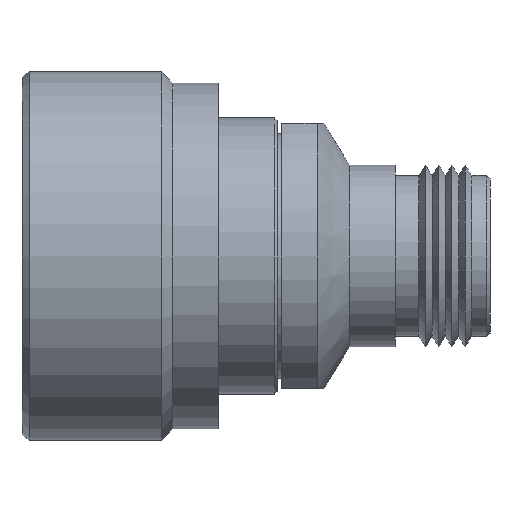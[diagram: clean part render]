
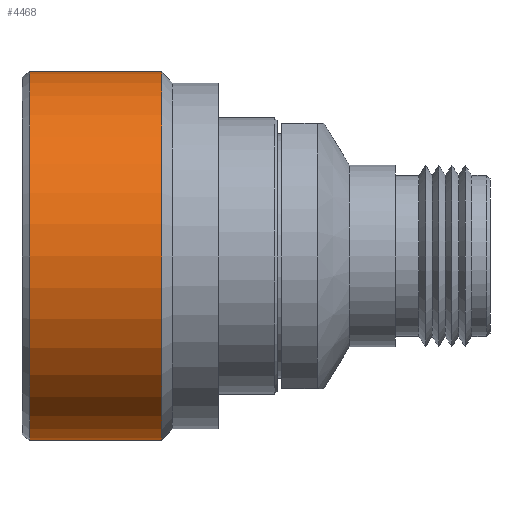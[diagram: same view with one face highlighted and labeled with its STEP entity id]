
A CAD part, front view. The second image highlights one B-rep face of the part: STEP entity #4468.
In plain terms, the highlighted cylindrical face has radius 16.002 mm (diameter 32.004 mm), a partial arc.
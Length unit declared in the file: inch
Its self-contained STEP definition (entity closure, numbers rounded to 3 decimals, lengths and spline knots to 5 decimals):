
#18 = EDGE_CURVE ( 'NONE', #2527, #2532, #3859, .T. ) ;
#19 = EDGE_CURVE ( 'NONE', #2551, #2526, #3860, .T. ) ;
#189 = CARTESIAN_POINT ( 'NONE',  ( 0.47813, 0., 0.63 ) ) ;
#265 = CARTESIAN_POINT ( 'NONE',  ( 0.02702, 0., -0.63 ) ) ;
#285 = CARTESIAN_POINT ( 'NONE',  ( 0.47813, 0., -0.63 ) ) ;
#288 = CARTESIAN_POINT ( 'NONE',  ( 0.02702, 0., 0.63 ) ) ;
#1652 = CARTESIAN_POINT ( 'NONE',  ( 0.0817, 0., 0. ) ) ;
#1659 = DIRECTION ( 'NONE',  ( 1., 0., 0. ) ) ;
#1743 = DIRECTION ( 'NONE',  ( 1., 0., 0. ) ) ;
#1754 = CARTESIAN_POINT ( 'NONE',  ( 0.0817, 0., -0.63 ) ) ;
#1781 = DIRECTION ( 'NONE',  ( 1., 0., 0. ) ) ;
#1832 = DIRECTION ( 'NONE',  ( 0., 0., -1. ) ) ;
#1838 = CARTESIAN_POINT ( 'NONE',  ( 0.0817, 0., 0.63 ) ) ;
#2208 = FACE_OUTER_BOUND ( 'NONE', #4191, .T. ) ;
#2215 = CYLINDRICAL_SURFACE ( 'NONE', #3967, 0.63 ) ;
#2227 = LINE ( 'NONE', #1754, #2235 ) ;
#2234 = LINE ( 'NONE', #1838, #2237 ) ;
#2235 = VECTOR ( 'NONE', #1659, 39.37008 ) ;
#2237 = VECTOR ( 'NONE', #1781, 39.37008 ) ;
#2495 = ORIENTED_EDGE ( 'NONE', *, *, #4487, .F. ) ;
#2502 = ORIENTED_EDGE ( 'NONE', *, *, #19, .T. ) ;
#2503 = ORIENTED_EDGE ( 'NONE', *, *, #4486, .T. ) ;
#2526 = VERTEX_POINT ( 'NONE', #265 ) ;
#2527 = VERTEX_POINT ( 'NONE', #189 ) ;
#2532 = VERTEX_POINT ( 'NONE', #285 ) ;
#2551 = VERTEX_POINT ( 'NONE', #288 ) ;
#3100 = ORIENTED_EDGE ( 'NONE', *, *, #18, .F. ) ;
#3673 = DIRECTION ( 'NONE',  ( 1., 0., 0. ) ) ;
#3679 = CARTESIAN_POINT ( 'NONE',  ( 0.02702, 0., 0. ) ) ;
#3710 = CARTESIAN_POINT ( 'NONE',  ( 0.47813, 0., 0. ) ) ;
#3730 = DIRECTION ( 'NONE',  ( 0., 0., -1. ) ) ;
#3733 = DIRECTION ( 'NONE',  ( 1., 0., 0. ) ) ;
#3738 = DIRECTION ( 'NONE',  ( 0., 0., -1. ) ) ;
#3859 = CIRCLE ( 'NONE', #4456, 0.63 ) ;
#3860 = CIRCLE ( 'NONE', #4455, 0.63 ) ;
#3967 = AXIS2_PLACEMENT_3D ( 'NONE', #1652, #1743, #1832 ) ;
#4191 = EDGE_LOOP ( 'NONE', ( #2495, #2502, #2503, #3100 ) ) ;
#4455 = AXIS2_PLACEMENT_3D ( 'NONE', #3679, #3733, #3738 ) ;
#4456 = AXIS2_PLACEMENT_3D ( 'NONE', #3710, #3673, #3730 ) ;
#4468 = ADVANCED_FACE ( 'NONE', ( #2208 ), #2215, .T. ) ;
#4486 = EDGE_CURVE ( 'NONE', #2526, #2532, #2227, .T. ) ;
#4487 = EDGE_CURVE ( 'NONE', #2551, #2527, #2234, .T. ) ;
